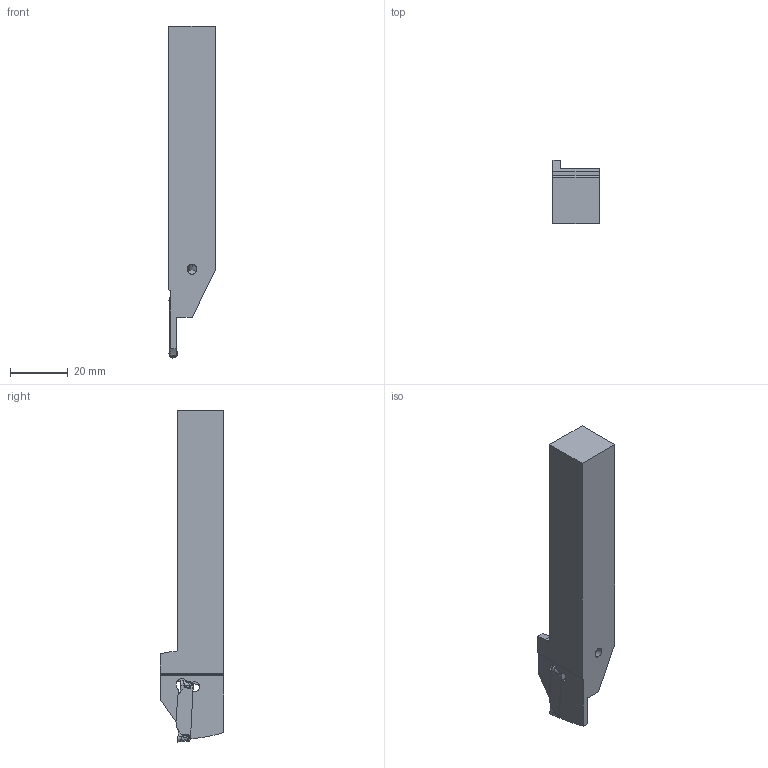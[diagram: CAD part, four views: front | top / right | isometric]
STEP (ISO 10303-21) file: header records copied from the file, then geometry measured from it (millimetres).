
FILE_DESCRIPTION(/* description */ (''),/* implementation_level */ '2;1');
FILE_NAME(/* name */ 'GYSRUS10B00-F20_CW0_118_IR0_059.stp',/* time_stamp */ '2023-03-20T14:55:18+09:00',/* author */ (''),/* organization */ (''),/* preprocessor_version */ 'ST-DEVELOPER v16',/* originating_system */ 'SIEMENS PLM Software NX 10.0',/* authorisation */ '');
FILE_SCHEMA (('AUTOMOTIVE_DESIGN { 1 0 10303 214 3 1 1 1 }'));
Length unit declared in the file: millimetre
Products named in the file (1): GYSRUS10B00-F20_CW0_118_IR0_059_ASM
Bounding box: 15.88 x 21.88 x 114.49 mm (x, y, z)
Volume: 24628.3 mm3; surface area: 7810.4 mm2
Topology: 2 solids, 2 shells, 179 faces, 539 edges, 386 vertices
Faces by surface type: cylinder 62, plane 51, bspline 46, cone 14, torus 4, sphere 2
Entity records: 10854 total; most frequent: CARTESIAN_POINT 6409, ORIENTED_EDGE 1030, DIRECTION 715, EDGE_CURVE 515, VERTEX_POINT 341, AXIS2_PLACEMENT_3D 263, B_SPLINE_CURVE_WITH_KNOTS 212, LINE 189
